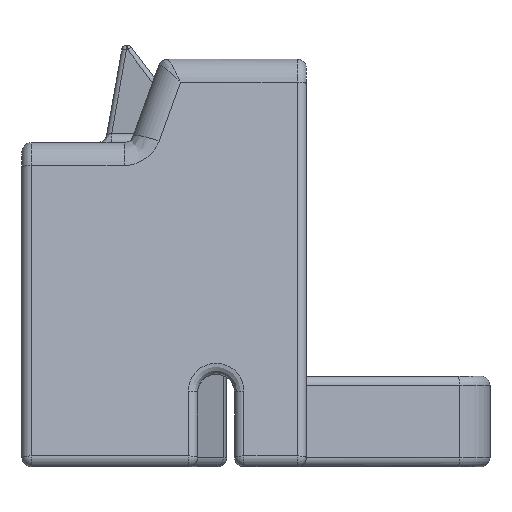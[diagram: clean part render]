
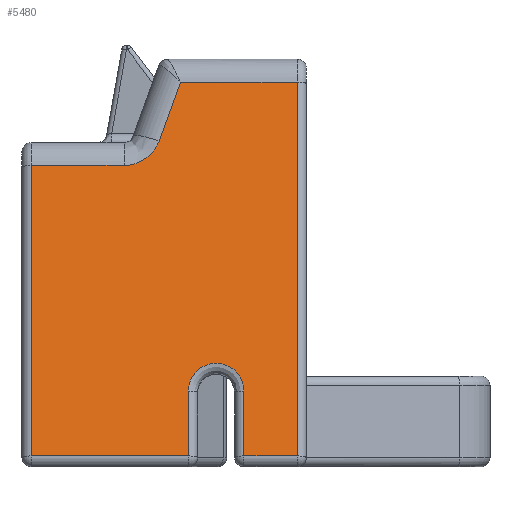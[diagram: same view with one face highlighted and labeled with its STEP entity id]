
A CAD part, left-side view. The second image highlights one B-rep face of the part: STEP entity #5480.
In plain terms, the highlighted planar face has unit normal (-0.985, 0, 0.174).
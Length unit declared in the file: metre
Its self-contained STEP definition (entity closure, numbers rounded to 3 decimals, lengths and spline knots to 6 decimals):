
#338=ELLIPSE('',#5974,0.004062,0.004);
#339=ELLIPSE('',#5975,0.003046,0.003);
#552=LINE('',#9207,#940);
#553=LINE('',#9210,#941);
#554=LINE('',#9212,#942);
#555=LINE('',#9214,#943);
#556=LINE('',#9218,#944);
#557=LINE('',#9220,#945);
#558=LINE('',#9222,#946);
#559=LINE('',#9224,#947);
#560=LINE('',#9228,#948);
#940=VECTOR('',#7087,1.);
#941=VECTOR('',#7088,1.);
#942=VECTOR('',#7089,1.);
#943=VECTOR('',#7090,1.);
#944=VECTOR('',#7093,1.);
#945=VECTOR('',#7094,1.);
#946=VECTOR('',#7095,1.);
#947=VECTOR('',#7096,1.);
#948=VECTOR('',#7099,1.);
#1448=ORIENTED_EDGE('',*,*,#3131,.T.);
#1449=ORIENTED_EDGE('',*,*,#3132,.T.);
#1450=ORIENTED_EDGE('',*,*,#3133,.T.);
#1451=ORIENTED_EDGE('',*,*,#3134,.T.);
#1452=ORIENTED_EDGE('',*,*,#3135,.T.);
#1453=ORIENTED_EDGE('',*,*,#3136,.T.);
#1454=ORIENTED_EDGE('',*,*,#3137,.T.);
#1455=ORIENTED_EDGE('',*,*,#3138,.T.);
#1456=ORIENTED_EDGE('',*,*,#3139,.T.);
#1457=ORIENTED_EDGE('',*,*,#3140,.T.);
#1458=ORIENTED_EDGE('',*,*,#3141,.T.);
#3131=EDGE_CURVE('',#3967,#3968,#552,.T.);
#3132=EDGE_CURVE('',#3968,#3969,#553,.F.);
#3133=EDGE_CURVE('',#3969,#3970,#554,.F.);
#3134=EDGE_CURVE('',#3970,#3971,#555,.F.);
#3135=EDGE_CURVE('',#3971,#3972,#338,.F.);
#3136=EDGE_CURVE('',#3972,#3973,#556,.F.);
#3137=EDGE_CURVE('',#3973,#3974,#557,.F.);
#3138=EDGE_CURVE('',#3974,#3975,#558,.T.);
#3139=EDGE_CURVE('',#3975,#3976,#559,.T.);
#3140=EDGE_CURVE('',#3976,#3977,#339,.F.);
#3141=EDGE_CURVE('',#3977,#3967,#560,.T.);
#3967=VERTEX_POINT('',#9208);
#3968=VERTEX_POINT('',#9209);
#3969=VERTEX_POINT('',#9211);
#3970=VERTEX_POINT('',#9213);
#3971=VERTEX_POINT('',#9215);
#3972=VERTEX_POINT('',#9217);
#3973=VERTEX_POINT('',#9219);
#3974=VERTEX_POINT('',#9221);
#3975=VERTEX_POINT('',#9223);
#3976=VERTEX_POINT('',#9225);
#3977=VERTEX_POINT('',#9227);
#4612=EDGE_LOOP('',(#1448,#1449,#1450,#1451,#1452,#1453,#1454,#1455,#1456,
#1457,#1458));
#5010=FACE_BOUND('',#4612,.T.);
#5389=PLANE('',#5973);
#5480=ADVANCED_FACE('',(#5010),#5389,.T.);
#5973=AXIS2_PLACEMENT_3D('',#9206,#7085,#7086);
#5974=AXIS2_PLACEMENT_3D('',#9216,#7091,#7092);
#5975=AXIS2_PLACEMENT_3D('',#9226,#7097,#7098);
#7085=DIRECTION('',(-0.985,0.,0.174));
#7086=DIRECTION('',(0.174,0.,0.985));
#7087=DIRECTION('',(0.,-1.,0.));
#7088=DIRECTION('',(-0.174,0.,-0.985));
#7089=DIRECTION('',(0.,-1.,0.));
#7090=DIRECTION('',(0.163,-0.337,0.927));
#7091=DIRECTION('',(-0.985,0.,0.174));
#7092=DIRECTION('',(-0.174,0.,-0.985));
#7093=DIRECTION('',(0.,-1.,0.));
#7094=DIRECTION('',(0.174,0.,0.985));
#7095=DIRECTION('',(0.,-1.,0.));
#7096=DIRECTION('',(0.174,0.,0.985));
#7097=DIRECTION('',(-0.985,0.,0.174));
#7098=DIRECTION('',(0.174,0.,0.985));
#7099=DIRECTION('',(-0.174,0.,-0.985));
#9206=CARTESIAN_POINT('',(-0.025643,0.02038,0.053171));
#9207=CARTESIAN_POINT('',(-0.033194,0.007532,0.010345));
#9208=CARTESIAN_POINT('',(-0.033194,0.014282,0.010345));
#9209=CARTESIAN_POINT('',(-0.033194,0.008532,0.010345));
#9210=CARTESIAN_POINT('',(-0.025643,0.008532,0.053171));
#9211=CARTESIAN_POINT('',(-0.02608,0.008532,0.050692));
#9212=CARTESIAN_POINT('',(-0.02608,0.02038,0.050692));
#9213=CARTESIAN_POINT('',(-0.02608,0.021127,0.050692));
#9214=CARTESIAN_POINT('',(-0.025651,0.020243,0.053123));
#9215=CARTESIAN_POINT('',(-0.027203,0.023445,0.044324));
#9216=CARTESIAN_POINT('',(-0.026961,0.027204,0.045692));
#9217=CARTESIAN_POINT('',(-0.027667,0.027204,0.041692));
#9218=CARTESIAN_POINT('',(-0.027667,0.02038,0.041692));
#9219=CARTESIAN_POINT('',(-0.027667,0.037228,0.041692));
#9220=CARTESIAN_POINT('',(-0.033401,0.037228,0.009171));
#9221=CARTESIAN_POINT('',(-0.033194,0.037228,0.010345));
#9222=CARTESIAN_POINT('',(-0.033194,0.019282,0.010345));
#9223=CARTESIAN_POINT('',(-0.033194,0.020282,0.010345));
#9224=CARTESIAN_POINT('',(-0.025643,0.020282,0.053171));
#9225=CARTESIAN_POINT('',(-0.03196,0.020282,0.017345));
#9226=CARTESIAN_POINT('',(-0.03196,0.017282,0.017345));
#9227=CARTESIAN_POINT('',(-0.03196,0.014282,0.017345));
#9228=CARTESIAN_POINT('',(-0.025643,0.014282,0.053171));
